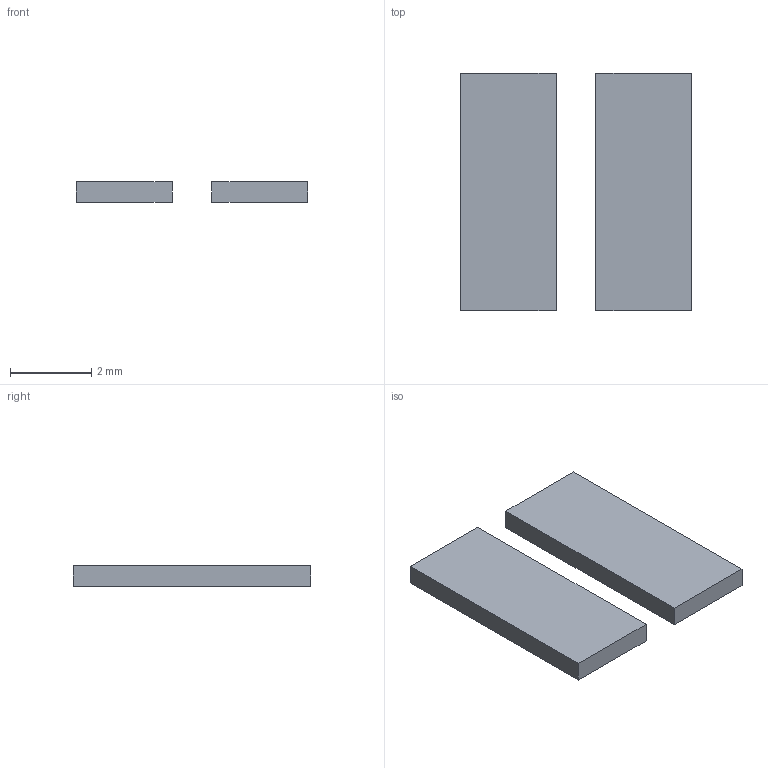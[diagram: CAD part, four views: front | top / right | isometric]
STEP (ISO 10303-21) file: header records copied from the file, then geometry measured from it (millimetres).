
FILE_DESCRIPTION(('FreeCAD Model'),'2;1');
FILE_NAME('period.step','2016-05-27T14:40:46',('Author'),(''), 'Open CASCADE STEP processor 6.8','FreeCAD','Unknown');
FILE_SCHEMA(('AUTOMOTIVE_DESIGN_CC2 { 1 2 10303 214 -1 1 5 4 }'));
Length unit declared in the file: millimetre
Products named in the file (3): ASSEMBLY; Extrude001; Extrude
Assembly tree (2 placements, depth 2):
  ASSEMBLY
    Extrude001
    Extrude
Bounding box: 5.71 x 5.87 x 0.5 mm (x, y, z)
Volume: 13.9 mm3; surface area: 72.1 mm2
Topology: 2 solids, 2 shells, 12 faces, 24 edges, 16 vertices
Faces by surface type: extrusion 8, plane 4
Entity records: 661 total; most frequent: CARTESIAN_POINT 143, DIRECTION 62, ORIENTED_EDGE 48, VECTOR 48, PCURVE 48, DEFINITIONAL_REPRESENTATION 48, LINE 40, B_SPLINE_CURVE_WITH_KNOTS 40
